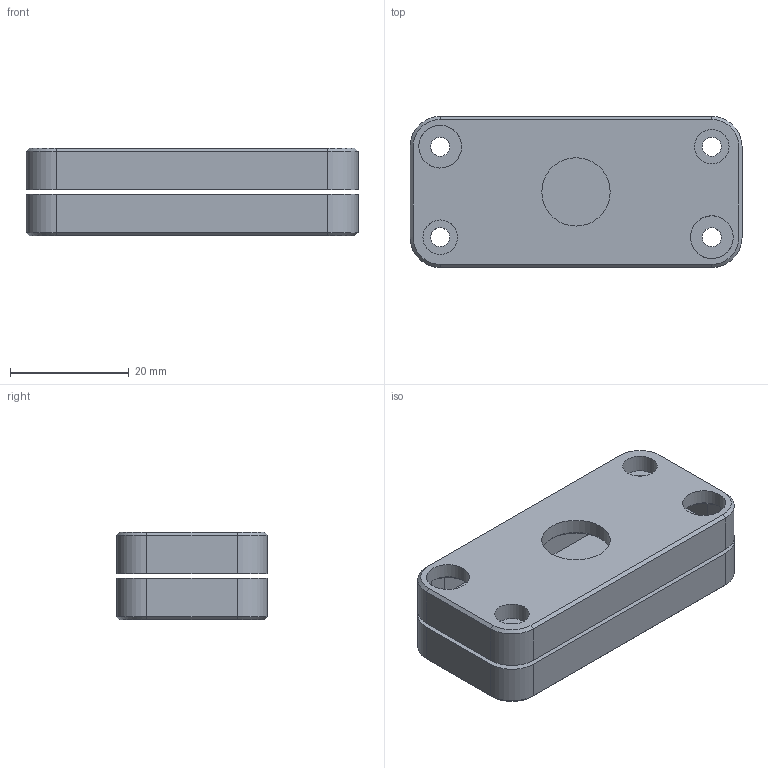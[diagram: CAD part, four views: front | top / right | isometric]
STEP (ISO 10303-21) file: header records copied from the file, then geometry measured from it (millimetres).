
FILE_DESCRIPTION(/* description */ (''),/* implementation_level */ '2;1');
FILE_NAME(/* name */ 'PCB_Case.step',/* time_stamp */ '2018-06-07T20:13:49-04:00',/* author */ (''),/* organization */ (''),/* preprocessor_version */ 'ST-DEVELOPER v17',/* originating_system */ 'Autodesk Translation Framework v7.1.0.215',/* authorisation */ '');
FILE_SCHEMA (('AUTOMOTIVE_DESIGN { 1 0 10303 214 3 1 1 }'));
Length unit declared in the file: inch
Products named in the file (1): PCB_Case
Bounding box: 55.88 x 25.4 x 14.8 mm (x, y, z)
Volume: 8866.3 mm3; surface area: 8726.7 mm2
Topology: 2 solids, 2 shells, 92 faces, 243 edges, 157 vertices
Faces by surface type: plane 50, cylinder 27, cone 15
Full cylindrical faces by diameter (mm): 3.2 x4, 5.8 x4, 7.2 x4, 11.5 x3
Entity records: 2925 total; most frequent: CARTESIAN_POINT 509, DIRECTION 502, ORIENTED_EDGE 486, EDGE_CURVE 243, AXIS2_PLACEMENT_3D 174, VERTEX_POINT 157, LINE 154, VECTOR 154
